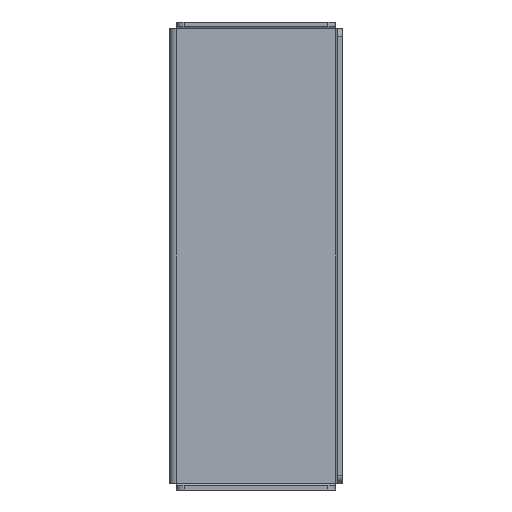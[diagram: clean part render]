
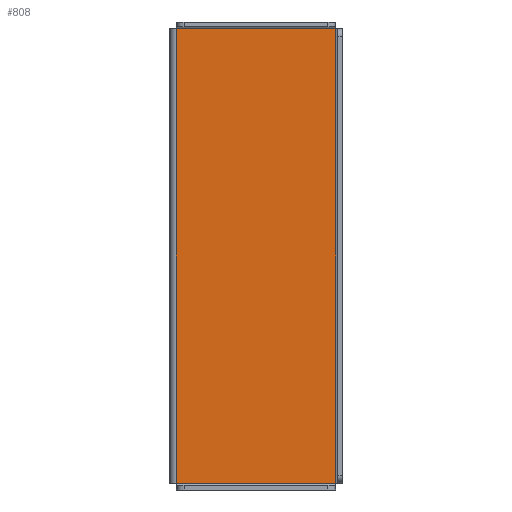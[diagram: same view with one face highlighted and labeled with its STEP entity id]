
A CAD part, left-side view. The second image highlights one B-rep face of the part: STEP entity #808.
In plain terms, the highlighted planar face has unit normal (-1, 0, 0).
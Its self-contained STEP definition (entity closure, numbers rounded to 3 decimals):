
#41=PLANE('',#898);
#72=FACE_OUTER_BOUND('',#126,.T.);
#126=EDGE_LOOP('',(#635,#636,#637,#638));
#199=LINE('',#1341,#267);
#201=LINE('',#1344,#269);
#202=LINE('',#1345,#270);
#203=LINE('',#1346,#271);
#267=VECTOR('',#1081,10.);
#269=VECTOR('',#1085,10.);
#270=VECTOR('',#1086,10.);
#271=VECTOR('',#1087,10.);
#361=VERTEX_POINT('',#1242);
#373=VERTEX_POINT('',#1271);
#387=VERTEX_POINT('',#1309);
#395=VERTEX_POINT('',#1331);
#485=EDGE_CURVE('',#387,#395,#199,.T.);
#487=EDGE_CURVE('',#361,#387,#201,.T.);
#488=EDGE_CURVE('',#373,#361,#202,.T.);
#489=EDGE_CURVE('',#395,#373,#203,.T.);
#635=ORIENTED_EDGE('',*,*,#485,.F.);
#636=ORIENTED_EDGE('',*,*,#487,.F.);
#637=ORIENTED_EDGE('',*,*,#488,.F.);
#638=ORIENTED_EDGE('',*,*,#489,.F.);
#808=ADVANCED_FACE('',(#72),#41,.T.);
#898=AXIS2_PLACEMENT_3D('',#1343,#1083,#1084);
#1081=DIRECTION('',(0.,1.,0.));
#1083=DIRECTION('center_axis',(-1.,0.,0.));
#1084=DIRECTION('ref_axis',(0.,-1.,0.));
#1085=DIRECTION('',(0.,0.,-1.));
#1086=DIRECTION('',(0.,-1.,0.));
#1087=DIRECTION('',(0.,0.,1.));
#1242=CARTESIAN_POINT('',(55.,3.,300.));
#1271=CARTESIAN_POINT('',(55.,108.,300.));
#1309=CARTESIAN_POINT('',(55.,3.,0.));
#1331=CARTESIAN_POINT('',(55.,108.,0.));
#1341=CARTESIAN_POINT('',(55.,84.,0.));
#1343=CARTESIAN_POINT('Origin',(55.,112.5,0.));
#1344=CARTESIAN_POINT('',(55.,3.,0.));
#1345=CARTESIAN_POINT('',(55.,84.,300.));
#1346=CARTESIAN_POINT('',(55.,108.,0.));
